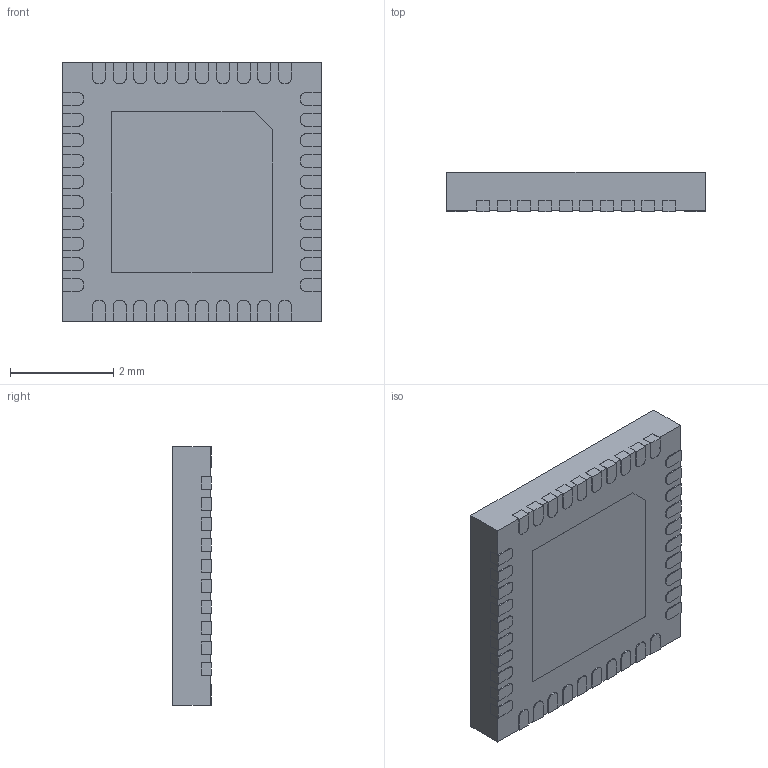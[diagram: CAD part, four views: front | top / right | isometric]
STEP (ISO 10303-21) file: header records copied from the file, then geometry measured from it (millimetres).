
FILE_DESCRIPTION (( 'STEP AP214' ), '1' );
FILE_NAME ('User Library-QFN 40 5x5.STEP', '2017-04-06T07:24:20', ( '' ), ( '' ), 'SwSTEP 2.0', 'SolidWorks 2016', '' );
FILE_SCHEMA (( 'AUTOMOTIVE_DESIGN' ));
Length unit declared in the file: millimetre
Products named in the file (1): User Library-QFN 40 5x5
Bounding box: 5 x 0.75 x 5 mm (x, y, z)
Volume: 18.3 mm3; surface area: 65.7 mm2
Topology: 1 solids, 1 shells, 409 faces, 1188 edges, 792 vertices
Faces by surface type: plane 308, cylinder 82, bspline 19
Entity records: 14882 total; most frequent: CARTESIAN_POINT 3873, ORIENTED_EDGE 2376, DIRECTION 2096, EDGE_CURVE 1188, LINE 986, VECTOR 986, VERTEX_POINT 792, AXIS2_PLACEMENT_3D 555
